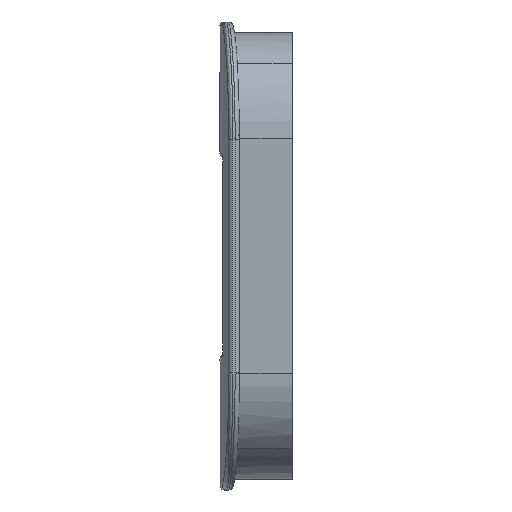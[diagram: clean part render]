
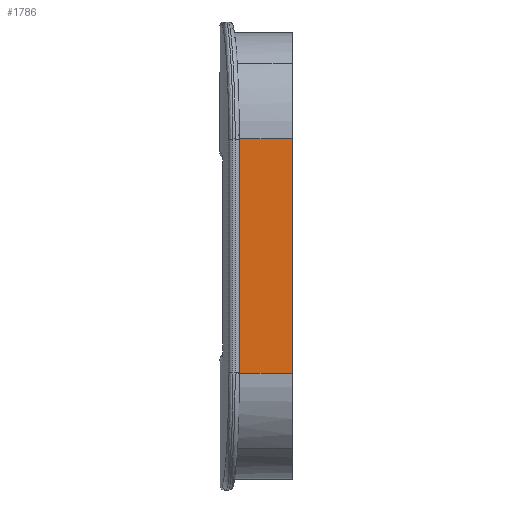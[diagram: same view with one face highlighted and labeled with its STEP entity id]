
A CAD part, left-side view. The second image highlights one B-rep face of the part: STEP entity #1786.
In plain terms, the highlighted planar face has unit normal (-1, 0, 0).
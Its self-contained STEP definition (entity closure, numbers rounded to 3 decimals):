
#1713=CARTESIAN_POINT('Vertex',(-52.5,10.523,-27.595)) ;
#1737=CARTESIAN_POINT('Vertex',(-52.5,-2.,-27.595)) ;
#1741=CARTESIAN_POINT('Control Point',(-52.5,10.523,-27.595)) ;
#1742=CARTESIAN_POINT('Control Point',(-52.5,8.018,-27.595)) ;
#1743=CARTESIAN_POINT('Control Point',(-52.5,5.514,-27.595)) ;
#1744=CARTESIAN_POINT('Control Point',(-52.5,3.009,-27.595)) ;
#1745=CARTESIAN_POINT('Control Point',(-52.5,0.505,-27.595)) ;
#1746=CARTESIAN_POINT('Control Point',(-52.5,-2.,-27.595)) ;
#1756=CARTESIAN_POINT('Axis2P3D Location',(-52.5,14.501,-27.595)) ;
#1761=CARTESIAN_POINT('Line Origine',(-52.5,10.523,0.)) ;
#1765=CARTESIAN_POINT('Vertex',(-52.5,10.523,27.595)) ;
#1768=CARTESIAN_POINT('Line Origine',(-52.5,-2.,0.)) ;
#1772=CARTESIAN_POINT('Vertex',(-52.5,-2.,27.595)) ;
#1775=CARTESIAN_POINT('Line Origine',(-52.5,4.261,27.595)) ;
#1757=DIRECTION('Axis2P3D Direction',(1.,0.,0.)) ;
#1758=DIRECTION('Axis2P3D XDirection',(0.,0.,-1.)) ;
#1762=DIRECTION('Vector Direction',(0.,0.,1.)) ;
#1769=DIRECTION('Vector Direction',(0.,0.,-1.)) ;
#1776=DIRECTION('Vector Direction',(0.,-1.,0.)) ;
#1759=AXIS2_PLACEMENT_3D('Plane Axis2P3D',#1756,#1757,#1758) ;
#1781=ORIENTED_EDGE('',*,*,#1767,.F.) ;
#1782=ORIENTED_EDGE('',*,*,#1747,.T.) ;
#1783=ORIENTED_EDGE('',*,*,#1774,.F.) ;
#1784=ORIENTED_EDGE('',*,*,#1779,.F.) ;
#1763=VECTOR('Line Direction',#1762,1.) ;
#1770=VECTOR('Line Direction',#1769,1.) ;
#1777=VECTOR('Line Direction',#1776,1.) ;
#1786=ADVANCED_FACE('Links Rechtsd Anschluss',(#1785),#1760,.F.) ;
#1747=EDGE_CURVE('',#1714,#1738,#1740,.T.) ;
#1767=EDGE_CURVE('',#1714,#1766,#1764,.T.) ;
#1774=EDGE_CURVE('',#1773,#1738,#1771,.T.) ;
#1779=EDGE_CURVE('',#1766,#1773,#1778,.T.) ;
#1780=EDGE_LOOP('',(#1781,#1782,#1783,#1784)) ;
#1785=FACE_OUTER_BOUND('',#1780,.T.) ;
#1764=LINE('Line',#1761,#1763) ;
#1771=LINE('Line',#1768,#1770) ;
#1778=LINE('Line',#1775,#1777) ;
#1760=PLANE('Plane',#1759) ;
#1714=VERTEX_POINT('',#1713) ;
#1738=VERTEX_POINT('',#1737) ;
#1766=VERTEX_POINT('',#1765) ;
#1773=VERTEX_POINT('',#1772) ;
#1740=(BOUNDED_CURVE()B_SPLINE_CURVE(5,(#1741,#1742,#1743,#1744,#1745,#1746),.UNSPECIFIED.,.F.,.U.)B_SPLINE_CURVE_WITH_KNOTS((6,6),(0.589,13.112),.UNSPECIFIED.)CURVE()GEOMETRIC_REPRESENTATION_ITEM()RATIONAL_B_SPLINE_CURVE((1.,1.,1.,1.,1.,1.))REPRESENTATION_ITEM('')) ;
